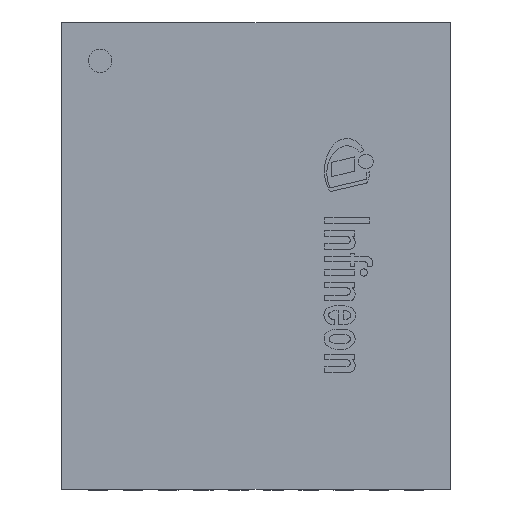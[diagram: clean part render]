
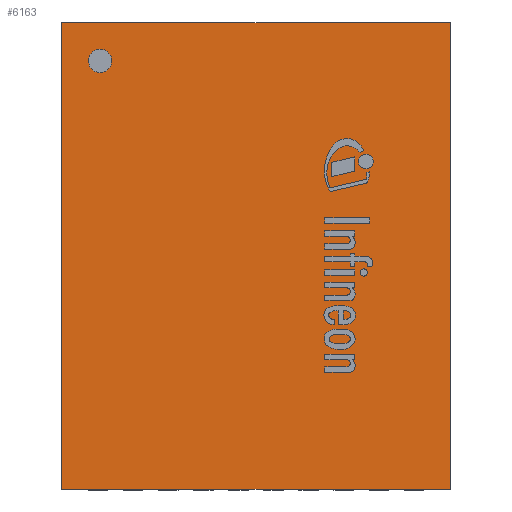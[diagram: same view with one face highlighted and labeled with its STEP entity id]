
A CAD part, top view. The second image highlights one B-rep face of the part: STEP entity #6163.
In plain terms, the highlighted planar face has unit normal (0, 0, 1).
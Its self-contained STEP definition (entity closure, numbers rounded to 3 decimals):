
#193=LINE('',#8771,#919);
#197=LINE('',#8779,#923);
#200=LINE('',#8785,#926);
#201=LINE('',#8786,#927);
#919=VECTOR('',#7069,1.);
#923=VECTOR('',#7075,1.);
#926=VECTOR('',#7080,1.);
#927=VECTOR('',#7081,1.);
#1648=PLANE('',#6575);
#1933=FACE_BOUND('',#2319,.T.);
#1945=FACE_OUTER_BOUND('',#2318,.T.);
#2318=EDGE_LOOP('',(#4347,#4348,#4349,#4350));
#2319=EDGE_LOOP('',(#4351));
#2695=CIRCLE('',#6571,0.15);
#2829=VERTEX_POINT('',#8765);
#2830=VERTEX_POINT('',#8769);
#2831=VERTEX_POINT('',#8770);
#2834=VERTEX_POINT('',#8778);
#2836=VERTEX_POINT('',#8784);
#3441=EDGE_CURVE('',#2829,#2829,#2695,.T.);
#3442=EDGE_CURVE('',#2830,#2831,#193,.T.);
#3446=EDGE_CURVE('',#2834,#2830,#197,.T.);
#3449=EDGE_CURVE('',#2831,#2836,#200,.T.);
#3450=EDGE_CURVE('',#2836,#2834,#201,.T.);
#4347=ORIENTED_EDGE('',*,*,#3442,.T.);
#4348=ORIENTED_EDGE('',*,*,#3449,.T.);
#4349=ORIENTED_EDGE('',*,*,#3450,.T.);
#4350=ORIENTED_EDGE('',*,*,#3446,.T.);
#4351=ORIENTED_EDGE('',*,*,#3441,.T.);
#6163=ADVANCED_FACE('',(#1945,#1933),#1648,.T.);
#6571=AXIS2_PLACEMENT_3D('',#8766,#7063,#7064);
#6575=AXIS2_PLACEMENT_3D('',#8783,#7078,#7079);
#7063=DIRECTION('center_axis',(0.,0.,-1.));
#7064=DIRECTION('ref_axis',(0.,1.,0.));
#7069=DIRECTION('',(0.,1.,0.));
#7075=DIRECTION('',(1.,0.,0.));
#7078=DIRECTION('center_axis',(0.,0.,1.));
#7079=DIRECTION('ref_axis',(0.,-1.,0.));
#7080=DIRECTION('',(-1.,0.,0.));
#7081=DIRECTION('',(0.,-1.,0.));
#8765=CARTESIAN_POINT('',(-2.,2.35,1.));
#8766=CARTESIAN_POINT('Origin',(-2.,2.5,1.));
#8769=CARTESIAN_POINT('',(2.49,-2.99,1.));
#8770=CARTESIAN_POINT('',(2.49,2.99,1.));
#8771=CARTESIAN_POINT('',(2.49,0.,1.));
#8778=CARTESIAN_POINT('',(-2.49,-2.99,1.));
#8779=CARTESIAN_POINT('',(0.002,-2.99,1.));
#8783=CARTESIAN_POINT('Origin',(0.,0.,
1.));
#8784=CARTESIAN_POINT('',(-2.49,2.99,1.));
#8785=CARTESIAN_POINT('',(0.,2.99,1.));
#8786=CARTESIAN_POINT('',(-2.49,-0.003,1.));
